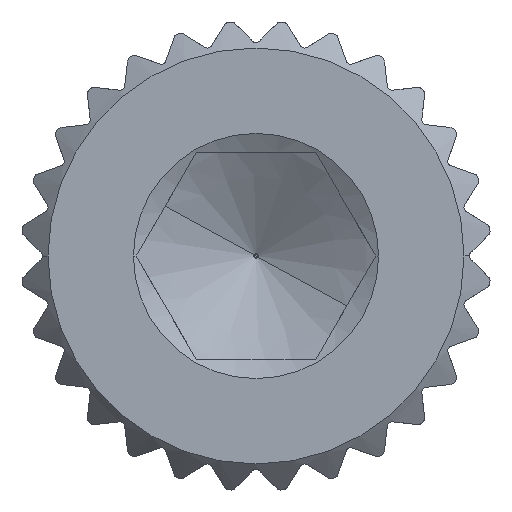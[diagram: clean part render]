
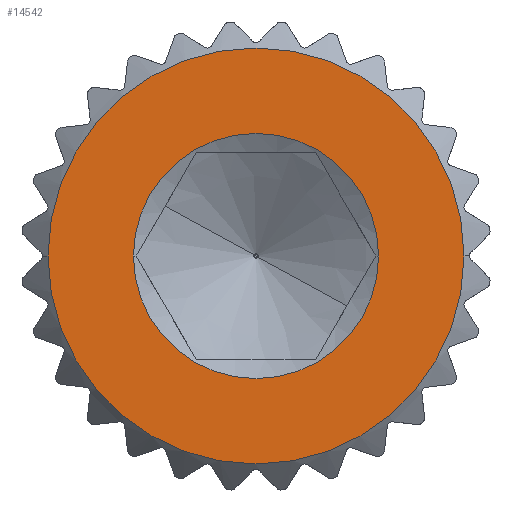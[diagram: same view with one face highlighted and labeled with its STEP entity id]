
A CAD part, left-side view. The second image highlights one B-rep face of the part: STEP entity #14542.
In plain terms, the highlighted planar face has unit normal (-1, 0, 0).
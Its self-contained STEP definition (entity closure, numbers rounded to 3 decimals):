
#8012=CARTESIAN_POINT('Vertex',(-3.,1.479,0.)) ;
#8015=CARTESIAN_POINT('Axis2P3D Location',(-3.,0.,0.)) ;
#8019=CARTESIAN_POINT('Vertex',(-3.,-1.479,0.)) ;
#8036=CARTESIAN_POINT('Axis2P3D Location',(-3.,0.,0.)) ;
#14515=CARTESIAN_POINT('Axis2P3D Location',(-3.,2.84,0.)) ;
#14520=CARTESIAN_POINT('Axis2P3D Location',(-3.,0.,0.)) ;
#14524=CARTESIAN_POINT('Vertex',(-3.,2.51,0.)) ;
#14526=CARTESIAN_POINT('Vertex',(-3.,-2.51,0.)) ;
#14529=CARTESIAN_POINT('Axis2P3D Location',(-3.,0.,0.)) ;
#8016=DIRECTION('Axis2P3D Direction',(-1.,0.,0.)) ;
#8037=DIRECTION('Axis2P3D Direction',(-1.,0.,0.)) ;
#14516=DIRECTION('Axis2P3D Direction',(1.,0.,0.)) ;
#14517=DIRECTION('Axis2P3D XDirection',(0.,1.,0.)) ;
#14521=DIRECTION('Axis2P3D Direction',(1.,0.,0.)) ;
#14530=DIRECTION('Axis2P3D Direction',(1.,0.,0.)) ;
#8017=AXIS2_PLACEMENT_3D('Circle Axis2P3D',#8015,#8016,$) ;
#8038=AXIS2_PLACEMENT_3D('Circle Axis2P3D',#8036,#8037,$) ;
#14518=AXIS2_PLACEMENT_3D('Plane Axis2P3D',#14515,#14516,#14517) ;
#14522=AXIS2_PLACEMENT_3D('Circle Axis2P3D',#14520,#14521,$) ;
#14531=AXIS2_PLACEMENT_3D('Circle Axis2P3D',#14529,#14530,$) ;
#14535=ORIENTED_EDGE('',*,*,#14528,.F.) ;
#14536=ORIENTED_EDGE('',*,*,#14533,.F.) ;
#14539=ORIENTED_EDGE('',*,*,#8040,.T.) ;
#14540=ORIENTED_EDGE('',*,*,#8021,.T.) ;
#14541=FACE_BOUND('',#14538,.T.) ;
#14542=ADVANCED_FACE('\X2\51E04F554F53\X0\.\X2\4E3B4F53\X0\',(#14537,#14541),#14519,.F.) ;
#8018=CIRCLE('generated circle',#8017,1.479) ;
#8039=CIRCLE('generated circle',#8038,1.479) ;
#14523=CIRCLE('generated circle',#14522,2.51) ;
#14532=CIRCLE('generated circle',#14531,2.51) ;
#8021=EDGE_CURVE('',#8020,#8013,#8018,.F.) ;
#8040=EDGE_CURVE('',#8013,#8020,#8039,.F.) ;
#14528=EDGE_CURVE('',#14525,#14527,#14523,.T.) ;
#14533=EDGE_CURVE('',#14527,#14525,#14532,.T.) ;
#14534=EDGE_LOOP('',(#14535,#14536)) ;
#14538=EDGE_LOOP('',(#14539,#14540)) ;
#14537=FACE_OUTER_BOUND('',#14534,.T.) ;
#14519=PLANE('',#14518) ;
#8013=VERTEX_POINT('',#8012) ;
#8020=VERTEX_POINT('',#8019) ;
#14525=VERTEX_POINT('',#14524) ;
#14527=VERTEX_POINT('',#14526) ;
